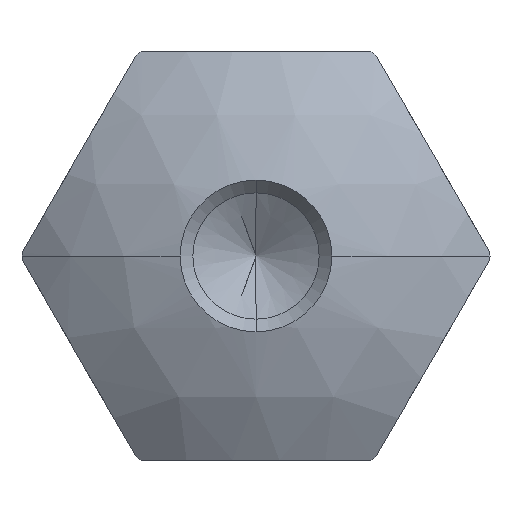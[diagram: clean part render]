
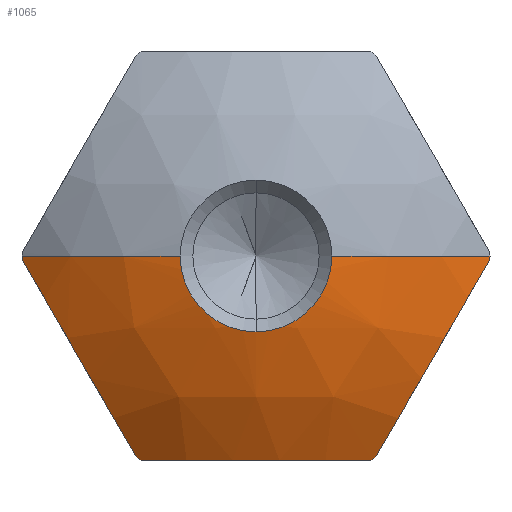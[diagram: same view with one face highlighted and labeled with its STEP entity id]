
A CAD part, front view. The second image highlights one B-rep face of the part: STEP entity #1065.
In plain terms, the highlighted spherical face has radius 20 mm.
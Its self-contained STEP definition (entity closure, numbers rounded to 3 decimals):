
#21 = CIRCLE ( 'NONE', #746, 20. ) ;
#27 = EDGE_CURVE ( 'NONE', #959, #638, #21, .T. ) ;
#47 = DIRECTION ( 'NONE',  ( 0., 0., -1. ) ) ;
#52 = CIRCLE ( 'NONE', #374, 12.6 ) ;
#74 = AXIS2_PLACEMENT_3D ( 'NONE', #154, #438, #1244 ) ;
#82 = FACE_OUTER_BOUND ( 'NONE', #609, .T. ) ;
#91 = CARTESIAN_POINT ( 'NONE',  ( 0., 2.596, -11. ) ) ;
#95 = CARTESIAN_POINT ( 'NONE',  ( 6.454, -12.936, -10.822 ) ) ;
#113 = VERTEX_POINT ( 'NONE', #336 ) ;
#123 = CARTESIAN_POINT ( 'NONE',  ( -4.083, -16.983, 0. ) ) ;
#128 = ORIENTED_EDGE ( 'NONE', *, *, #549, .F. ) ;
#154 = CARTESIAN_POINT ( 'NONE',  ( 0., 2.596, 0. ) ) ;
#161 = CIRCLE ( 'NONE', #856, 4.083 ) ;
#170 = CARTESIAN_POINT ( 'NONE',  ( 9.526, 2.596, -5.5 ) ) ;
#181 = CARTESIAN_POINT ( 'NONE',  ( 0., -16.983, 0. ) ) ;
#184 = CARTESIAN_POINT ( 'NONE',  ( -9.526, 2.596, -5.5 ) ) ;
#192 = DIRECTION ( 'NONE',  ( -1., 0., 0. ) ) ;
#246 = SPHERICAL_SURFACE ( 'NONE', #74, 20. ) ;
#250 = CARTESIAN_POINT ( 'NONE',  ( 0., -12.936, 0. ) ) ;
#269 = DIRECTION ( 'NONE',  ( -0.5, 0., -0.866 ) ) ;
#273 = VERTEX_POINT ( 'NONE', #95 ) ;
#275 = VERTEX_POINT ( 'NONE', #1088 ) ;
#279 = CIRCLE ( 'NONE', #1016, 12.6 ) ;
#282 = DIRECTION ( 'NONE',  ( -0.5, 0., 0.866 ) ) ;
#291 = EDGE_CURVE ( 'NONE', #638, #113, #898, .T. ) ;
#336 = CARTESIAN_POINT ( 'NONE',  ( 0., -16.983, -4.083 ) ) ;
#340 = CARTESIAN_POINT ( 'NONE',  ( -6.145, -12.936, -11. ) ) ;
#344 = CARTESIAN_POINT ( 'NONE',  ( 0., 2.596, 0. ) ) ;
#348 = DIRECTION ( 'NONE',  ( 0., 0., -1. ) ) ;
#349 = AXIS2_PLACEMENT_3D ( 'NONE', #402, #1099, #503 ) ;
#360 = CARTESIAN_POINT ( 'NONE',  ( -12.6, -12.936, 0. ) ) ;
#361 = CARTESIAN_POINT ( 'NONE',  ( 12.6, -12.936, 0. ) ) ;
#365 = VERTEX_POINT ( 'NONE', #479 ) ;
#374 = AXIS2_PLACEMENT_3D ( 'NONE', #986, #391, #1090 ) ;
#375 = DIRECTION ( 'NONE',  ( 0., 1., 0. ) ) ;
#391 = DIRECTION ( 'NONE',  ( 0., -1., 0. ) ) ;
#392 = EDGE_CURVE ( 'NONE', #908, #273, #52, .T. ) ;
#402 = CARTESIAN_POINT ( 'NONE',  ( 0., 2.596, 0. ) ) ;
#438 = DIRECTION ( 'NONE',  ( 0., 0., -1. ) ) ;
#443 = CARTESIAN_POINT ( 'NONE',  ( 0., -12.936, 0. ) ) ;
#479 = CARTESIAN_POINT ( 'NONE',  ( -12.599, -12.936, -0.178 ) ) ;
#497 = ORIENTED_EDGE ( 'NONE', *, *, #1035, .T. ) ;
#500 = ORIENTED_EDGE ( 'NONE', *, *, #885, .T. ) ;
#503 = DIRECTION ( 'NONE',  ( 1., 0., 0. ) ) ;
#513 = VERTEX_POINT ( 'NONE', #123 ) ;
#548 = DIRECTION ( 'NONE',  ( 0., -1., 0. ) ) ;
#549 = EDGE_CURVE ( 'NONE', #1077, #365, #971, .T. ) ;
#551 = DIRECTION ( 'NONE',  ( 0., 0., -1. ) ) ;
#609 = EDGE_LOOP ( 'NONE', ( #497, #924, #826, #1095, #952, #751, #128, #500, #871, #1256, #887 ) ) ;
#611 = EDGE_CURVE ( 'NONE', #765, #513, #1113, .T. ) ;
#638 = VERTEX_POINT ( 'NONE', #1204 ) ;
#652 = AXIS2_PLACEMENT_3D ( 'NONE', #1140, #548, #1243 ) ;
#654 = CARTESIAN_POINT ( 'NONE',  ( 0., -16.983, 0. ) ) ;
#670 = DIRECTION ( 'NONE',  ( 0., 0., 1. ) ) ;
#679 = CIRCLE ( 'NONE', #1121, 16.703 ) ;
#690 = DIRECTION ( 'NONE',  ( 0., 0., 1. ) ) ;
#723 = EDGE_CURVE ( 'NONE', #275, #273, #1201, .T. ) ;
#746 = AXIS2_PLACEMENT_3D ( 'NONE', #344, #47, #1227 ) ;
#751 = ORIENTED_EDGE ( 'NONE', *, *, #1057, .T. ) ;
#765 = VERTEX_POINT ( 'NONE', #360 ) ;
#772 = CIRCLE ( 'NONE', #1218, 12.6 ) ;
#779 = DIRECTION ( 'NONE',  ( 0., 0., -1. ) ) ;
#826 = ORIENTED_EDGE ( 'NONE', *, *, #291, .T. ) ;
#830 = VERTEX_POINT ( 'NONE', #340 ) ;
#845 = CARTESIAN_POINT ( 'NONE',  ( 6.145, -12.936, -11. ) ) ;
#853 = DIRECTION ( 'NONE',  ( 0.866, 0., -0.5 ) ) ;
#856 = AXIS2_PLACEMENT_3D ( 'NONE', #654, #1153, #670 ) ;
#867 = DIRECTION ( 'NONE',  ( -0.866, 0., -0.5 ) ) ;
#871 = ORIENTED_EDGE ( 'NONE', *, *, #1213, .F. ) ;
#885 = EDGE_CURVE ( 'NONE', #1077, #830, #1012, .T. ) ;
#887 = ORIENTED_EDGE ( 'NONE', *, *, #723, .F. ) ;
#898 = CIRCLE ( 'NONE', #1197, 4.083 ) ;
#908 = VERTEX_POINT ( 'NONE', #845 ) ;
#924 = ORIENTED_EDGE ( 'NONE', *, *, #27, .T. ) ;
#934 = DIRECTION ( 'NONE',  ( 0., -1., 0. ) ) ;
#945 = CARTESIAN_POINT ( 'NONE',  ( -6.454, -12.936, -10.822 ) ) ;
#952 = ORIENTED_EDGE ( 'NONE', *, *, #611, .F. ) ;
#959 = VERTEX_POINT ( 'NONE', #361 ) ;
#971 = CIRCLE ( 'NONE', #1237, 16.703 ) ;
#986 = CARTESIAN_POINT ( 'NONE',  ( 0., -12.936, 0. ) ) ;
#1012 = CIRCLE ( 'NONE', #652, 12.6 ) ;
#1016 = AXIS2_PLACEMENT_3D ( 'NONE', #250, #934, #348 ) ;
#1035 = EDGE_CURVE ( 'NONE', #275, #959, #279, .T. ) ;
#1057 = EDGE_CURVE ( 'NONE', #765, #365, #772, .T. ) ;
#1065 = ADVANCED_FACE ( 'NONE', ( #82 ), #246, .T. ) ;
#1077 = VERTEX_POINT ( 'NONE', #945 ) ;
#1088 = CARTESIAN_POINT ( 'NONE',  ( 12.599, -12.936, -0.178 ) ) ;
#1090 = DIRECTION ( 'NONE',  ( 0., 0., -1. ) ) ;
#1095 = ORIENTED_EDGE ( 'NONE', *, *, #1190, .T. ) ;
#1099 = DIRECTION ( 'NONE',  ( 0., 0., 1. ) ) ;
#1113 = CIRCLE ( 'NONE', #349, 20. ) ;
#1121 = AXIS2_PLACEMENT_3D ( 'NONE', #91, #779, #192 ) ;
#1140 = CARTESIAN_POINT ( 'NONE',  ( 0., -12.936, 0. ) ) ;
#1142 = DIRECTION ( 'NONE',  ( 0., -1., 0. ) ) ;
#1144 = AXIS2_PLACEMENT_3D ( 'NONE', #170, #853, #269 ) ;
#1153 = DIRECTION ( 'NONE',  ( 0., 1., 0. ) ) ;
#1190 = EDGE_CURVE ( 'NONE', #113, #513, #161, .T. ) ;
#1197 = AXIS2_PLACEMENT_3D ( 'NONE', #181, #375, #690 ) ;
#1201 = CIRCLE ( 'NONE', #1144, 16.703 ) ;
#1204 = CARTESIAN_POINT ( 'NONE',  ( 4.083, -16.983, 0. ) ) ;
#1213 = EDGE_CURVE ( 'NONE', #908, #830, #679, .T. ) ;
#1218 = AXIS2_PLACEMENT_3D ( 'NONE', #443, #1142, #551 ) ;
#1227 = DIRECTION ( 'NONE',  ( -1., 0., 0. ) ) ;
#1237 = AXIS2_PLACEMENT_3D ( 'NONE', #184, #867, #282 ) ;
#1243 = DIRECTION ( 'NONE',  ( 0., 0., -1. ) ) ;
#1244 = DIRECTION ( 'NONE',  ( -1., 0., 0. ) ) ;
#1256 = ORIENTED_EDGE ( 'NONE', *, *, #392, .T. ) ;
